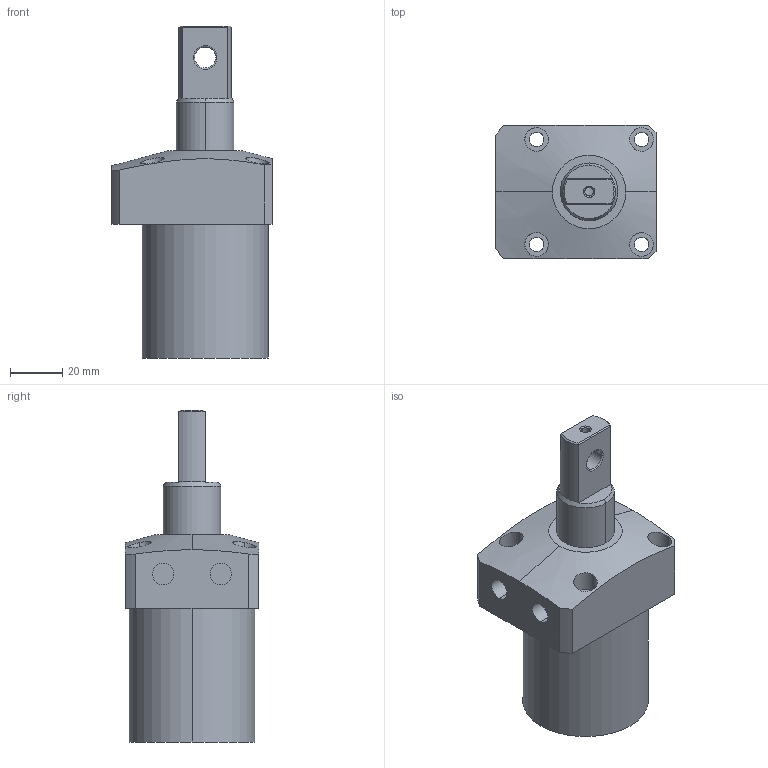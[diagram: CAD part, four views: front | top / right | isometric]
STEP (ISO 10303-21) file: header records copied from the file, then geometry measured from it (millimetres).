
FILE_DESCRIPTION (( 'STEP AP214' ), '1' );
FILE_NAME ('CHA-048Dx90(双臂）.STEP', '2018-07-09T07:41:14', ( '' ), ( '' ), 'SwSTEP 2.0', 'SolidWorks 2016', '' );
FILE_SCHEMA (( 'AUTOMOTIVE_DESIGN' ));
Length unit declared in the file: millimetre
Products named in the file (3): CHA-048D(双臂）活塞杆; CHA-048掛极; CHA-048Dx90(双臂）
Assembly tree (2 placements, depth 2):
  CHA-048Dx90(双臂）
    CHA-048掛极
    CHA-048D(双臂）活塞杆
Bounding box: 61 x 51 x 126.5 mm (x, y, z)
Volume: 163732.3 mm3; surface area: 35101.7 mm2
Topology: 2 solids, 2 shells, 76 faces, 174 edges, 112 vertices
Faces by surface type: cylinder 38, plane 26, cone 8, torus 4
Entity records: 2666 total; most frequent: CARTESIAN_POINT 785, DIRECTION 394, ORIENTED_EDGE 348, EDGE_CURVE 174, AXIS2_PLACEMENT_3D 165, VERTEX_POINT 112, EDGE_LOOP 98, CIRCLE 84
